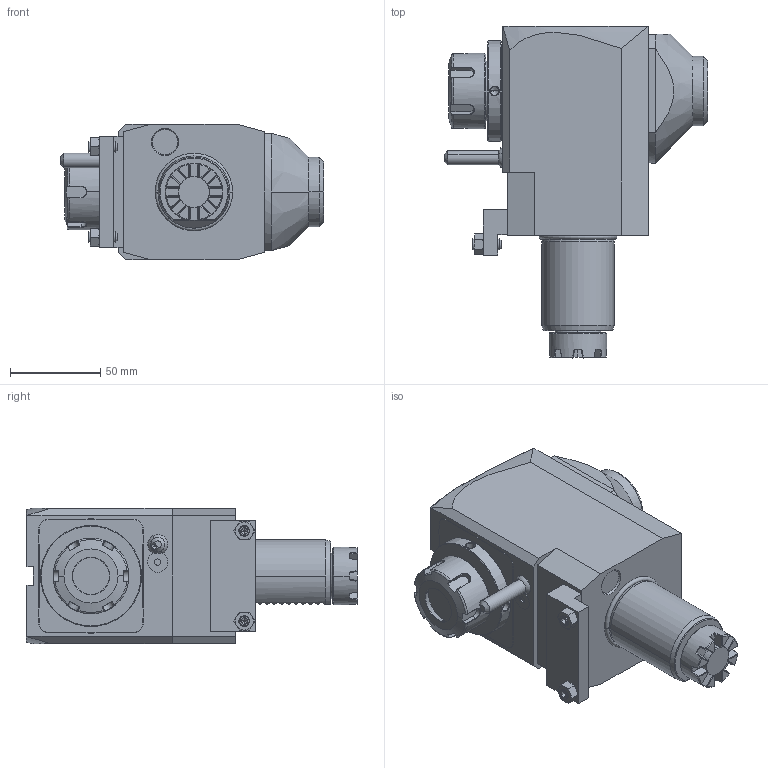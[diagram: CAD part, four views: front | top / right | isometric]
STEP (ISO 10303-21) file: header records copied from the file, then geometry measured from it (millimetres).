
FILE_DESCRIPTION((''),'2;1');
FILE_NAME('NGT1_40_241_25_3_2_80D','2022-02-14T',('vali'),('NOVA GRUP'),'PRO/ENGINEER BY PARAMETRIC TECHNOLOGY CORPORATION, 2010280','PRO/ENGINEER BY PARAMETRIC TECHNOLOGY CORPORATION, 2010280','');
FILE_SCHEMA(('CONFIG_CONTROL_DESIGN'));
Length unit declared in the file: millimetre
Products named in the file (1): NGT1_40_241_25_3_2_80D
Bounding box: 146.14 x 184 x 75 mm (x, y, z)
Volume: 901532.3 mm3; surface area: 73494.3 mm2
Topology: 1 solids, 1 shells, 490 faces, 1260 edges, 777 vertices
Faces by surface type: plane 214, cone 108, cylinder 79, bspline 70, torus 15, extrusion 2, sphere 2
Entity records: 20225 total; most frequent: CARTESIAN_POINT 9337, ORIENTED_EDGE 2480, DIRECTION 1891, EDGE_CURVE 1240, VERTEX_POINT 777, AXIS2_PLACEMENT_3D 689, EDGE_LOOP 515, VECTOR 513
